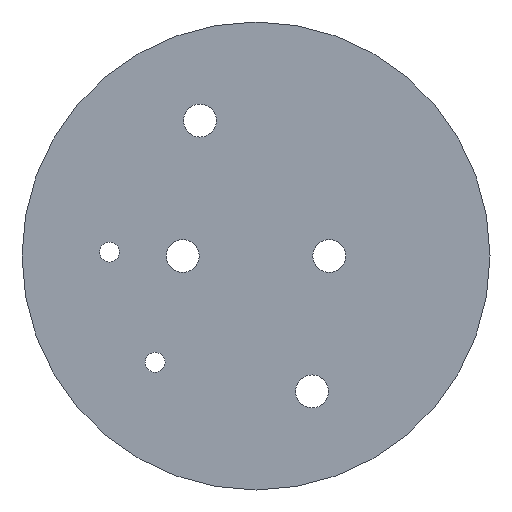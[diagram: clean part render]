
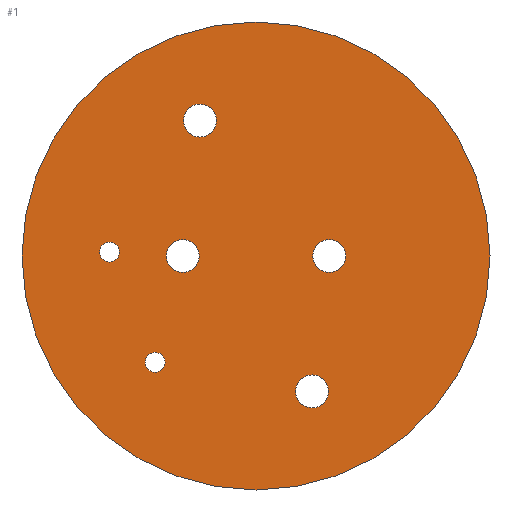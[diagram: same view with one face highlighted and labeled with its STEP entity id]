
A CAD part, front view. The second image highlights one B-rep face of the part: STEP entity #1.
In plain terms, the highlighted planar face has unit normal (0, -1, 0).
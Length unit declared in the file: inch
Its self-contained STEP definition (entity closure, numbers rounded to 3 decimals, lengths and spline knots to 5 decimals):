
#1 = ADVANCED_FACE ( 'NONE', ( #249, #337, #101, #236, #190, #17, #431 ), #435, .F. ) ;
#6 = VERTEX_POINT ( 'NONE', #198 ) ;
#12 = VERTEX_POINT ( 'NONE', #72 ) ;
#14 = VERTEX_POINT ( 'NONE', #254 ) ;
#17 = FACE_BOUND ( 'NONE', #269, .T. ) ;
#21 = ORIENTED_EDGE ( 'NONE', *, *, #461, .T. ) ;
#23 = EDGE_CURVE ( 'NONE', #433, #6, #401, .T. ) ;
#25 = CIRCLE ( 'NONE', #505, 0.08475 ) ;
#30 = EDGE_CURVE ( 'NONE', #273, #286, #239, .T. ) ;
#32 = AXIS2_PLACEMENT_3D ( 'NONE', #449, #397, #263 ) ;
#35 = CARTESIAN_POINT ( 'NONE',  ( 0., 0., -1.995 ) ) ;
#38 = ORIENTED_EDGE ( 'NONE', *, *, #30, .T. ) ;
#39 = DIRECTION ( 'NONE',  ( 0., 0., 1. ) ) ;
#51 = DIRECTION ( 'NONE',  ( 0., 0., 1. ) ) ;
#54 = EDGE_LOOP ( 'NONE', ( #356, #188 ) ) ;
#56 = CIRCLE ( 'NONE', #471, 0.1405 ) ;
#59 = VERTEX_POINT ( 'NONE', #204 ) ;
#60 = EDGE_CURVE ( 'NONE', #63, #12, #487, .T. ) ;
#63 = VERTEX_POINT ( 'NONE', #393 ) ;
#69 = EDGE_CURVE ( 'NONE', #6, #433, #25, .T. ) ;
#71 = DIRECTION ( 'NONE',  ( 0., 0., 1. ) ) ;
#72 = CARTESIAN_POINT ( 'NONE',  ( 0.625, 0., -0.1405 ) ) ;
#78 = AXIS2_PLACEMENT_3D ( 'NONE', #164, #490, #304 ) ;
#80 = CARTESIAN_POINT ( 'NONE',  ( -0.625, 0., 0. ) ) ;
#83 = DIRECTION ( 'NONE',  ( 0., 1., 0. ) ) ;
#85 = VERTEX_POINT ( 'NONE', #287 ) ;
#87 = CARTESIAN_POINT ( 'NONE',  ( -0.47835, 0., 1.29535 ) ) ;
#88 = VERTEX_POINT ( 'NONE', #35 ) ;
#91 = VERTEX_POINT ( 'NONE', #305 ) ;
#101 = FACE_OUTER_BOUND ( 'NONE', #54, .T. ) ;
#102 = DIRECTION ( 'NONE',  ( 0., 0., 1. ) ) ;
#105 = CIRCLE ( 'NONE', #78, 0.1405 ) ;
#106 = ORIENTED_EDGE ( 'NONE', *, *, #253, .T. ) ;
#111 = EDGE_LOOP ( 'NONE', ( #513, #384 ) ) ;
#115 = DIRECTION ( 'NONE',  ( 0., 1., 0. ) ) ;
#117 = CIRCLE ( 'NONE', #192, 0.08475 ) ;
#139 = VERTEX_POINT ( 'NONE', #350 ) ;
#148 = ORIENTED_EDGE ( 'NONE', *, *, #69, .T. ) ;
#163 = AXIS2_PLACEMENT_3D ( 'NONE', #274, #83, #39 ) ;
#164 = CARTESIAN_POINT ( 'NONE',  ( 0.47835, 0., -1.15485 ) ) ;
#166 = EDGE_CURVE ( 'NONE', #88, #59, #335, .T. ) ;
#170 = CARTESIAN_POINT ( 'NONE',  ( -0.625, 0., 0. ) ) ;
#173 = DIRECTION ( 'NONE',  ( 0., 1., 0. ) ) ;
#176 = CARTESIAN_POINT ( 'NONE',  ( -0.86044, 0., -0.90672 ) ) ;
#177 = ORIENTED_EDGE ( 'NONE', *, *, #374, .T. ) ;
#179 = DIRECTION ( 'NONE',  ( 0., 1., 0. ) ) ;
#185 = EDGE_CURVE ( 'NONE', #14, #91, #105, .T. ) ;
#188 = ORIENTED_EDGE ( 'NONE', *, *, #400, .F. ) ;
#190 = FACE_BOUND ( 'NONE', #283, .T. ) ;
#192 = AXIS2_PLACEMENT_3D ( 'NONE', #176, #407, #456 ) ;
#195 = DIRECTION ( 'NONE',  ( 0., 1., 0. ) ) ;
#198 = CARTESIAN_POINT ( 'NONE',  ( -1.24957, 0., -0.05203 ) ) ;
#200 = AXIS2_PLACEMENT_3D ( 'NONE', #80, #215, #584 ) ;
#202 = VERTEX_POINT ( 'NONE', #448 ) ;
#204 = CARTESIAN_POINT ( 'NONE',  ( 0., 0., 1.995 ) ) ;
#206 = CARTESIAN_POINT ( 'NONE',  ( -0.47835, 0., 1.15485 ) ) ;
#215 = DIRECTION ( 'NONE',  ( 0., 1., 0. ) ) ;
#216 = EDGE_LOOP ( 'NONE', ( #516, #21 ) ) ;
#218 = CARTESIAN_POINT ( 'NONE',  ( -0.86044, 0., -0.90672 ) ) ;
#226 = CIRCLE ( 'NONE', #200, 0.1405 ) ;
#229 = CARTESIAN_POINT ( 'NONE',  ( -0.47835, 0., 1.01435 ) ) ;
#233 = DIRECTION ( 'NONE',  ( 0., 0., 1. ) ) ;
#236 = FACE_BOUND ( 'NONE', #520, .T. ) ;
#239 = CIRCLE ( 'NONE', #517, 0.1405 ) ;
#246 = CARTESIAN_POINT ( 'NONE',  ( -1.24957, 0., 0.03272 ) ) ;
#249 = FACE_BOUND ( 'NONE', #216, .T. ) ;
#253 = EDGE_CURVE ( 'NONE', #202, #85, #226, .T. ) ;
#254 = CARTESIAN_POINT ( 'NONE',  ( 0.47835, 0., -1.29535 ) ) ;
#258 = EDGE_CURVE ( 'NONE', #85, #202, #532, .T. ) ;
#263 = DIRECTION ( 'NONE',  ( 0., 0., 1. ) ) ;
#269 = EDGE_LOOP ( 'NONE', ( #106, #553 ) ) ;
#272 = CIRCLE ( 'NONE', #163, 0.1405 ) ;
#273 = VERTEX_POINT ( 'NONE', #87 ) ;
#274 = CARTESIAN_POINT ( 'NONE',  ( 0.625, 0., 0. ) ) ;
#279 = AXIS2_PLACEMENT_3D ( 'NONE', #170, #173, #233 ) ;
#282 = CARTESIAN_POINT ( 'NONE',  ( -1.24957, 0., 0.11747 ) ) ;
#283 = EDGE_LOOP ( 'NONE', ( #177, #38 ) ) ;
#286 = VERTEX_POINT ( 'NONE', #229 ) ;
#287 = CARTESIAN_POINT ( 'NONE',  ( -0.625, 0., 0.1405 ) ) ;
#292 = AXIS2_PLACEMENT_3D ( 'NONE', #366, #379, #389 ) ;
#299 = EDGE_CURVE ( 'NONE', #91, #14, #519, .T. ) ;
#304 = DIRECTION ( 'NONE',  ( 0., 0., 1. ) ) ;
#305 = CARTESIAN_POINT ( 'NONE',  ( 0.47835, 0., -1.01435 ) ) ;
#324 = DIRECTION ( 'NONE',  ( 0., 0., 1. ) ) ;
#335 = CIRCLE ( 'NONE', #32, 1.995 ) ;
#337 = FACE_BOUND ( 'NONE', #376, .T. ) ;
#344 = DIRECTION ( 'NONE',  ( 0., 1., 0. ) ) ;
#346 = DIRECTION ( 'NONE',  ( 0., 0., 1. ) ) ;
#350 = CARTESIAN_POINT ( 'NONE',  ( -0.86044, 0., -0.82197 ) ) ;
#355 = VERTEX_POINT ( 'NONE', #430 ) ;
#356 = ORIENTED_EDGE ( 'NONE', *, *, #166, .F. ) ;
#359 = CARTESIAN_POINT ( 'NONE',  ( 0., 0., 0. ) ) ;
#366 = CARTESIAN_POINT ( 'NONE',  ( 0.47835, 0., -1.15485 ) ) ;
#374 = EDGE_CURVE ( 'NONE', #286, #273, #56, .T. ) ;
#376 = EDGE_LOOP ( 'NONE', ( #406, #148 ) ) ;
#379 = DIRECTION ( 'NONE',  ( 0., 1., 0. ) ) ;
#380 = DIRECTION ( 'NONE',  ( 0., 0., 1. ) ) ;
#384 = ORIENTED_EDGE ( 'NONE', *, *, #60, .T. ) ;
#385 = DIRECTION ( 'NONE',  ( 0., 1., 0. ) ) ;
#389 = DIRECTION ( 'NONE',  ( 0., 0., 1. ) ) ;
#393 = CARTESIAN_POINT ( 'NONE',  ( 0.625, 0., 0.1405 ) ) ;
#397 = DIRECTION ( 'NONE',  ( 0., 1., 0. ) ) ;
#400 = EDGE_CURVE ( 'NONE', #59, #88, #414, .T. ) ;
#401 = CIRCLE ( 'NONE', #421, 0.08475 ) ;
#405 = AXIS2_PLACEMENT_3D ( 'NONE', #359, #179, #324 ) ;
#406 = ORIENTED_EDGE ( 'NONE', *, *, #23, .T. ) ;
#407 = DIRECTION ( 'NONE',  ( 0., 1., 0. ) ) ;
#410 = DIRECTION ( 'NONE',  ( 0., 1., 0. ) ) ;
#414 = CIRCLE ( 'NONE', #405, 1.995 ) ;
#420 = ORIENTED_EDGE ( 'NONE', *, *, #299, .T. ) ;
#421 = AXIS2_PLACEMENT_3D ( 'NONE', #246, #477, #432 ) ;
#430 = CARTESIAN_POINT ( 'NONE',  ( -0.86044, 0., -0.99147 ) ) ;
#431 = FACE_BOUND ( 'NONE', #111, .T. ) ;
#432 = DIRECTION ( 'NONE',  ( 0., 0., 1. ) ) ;
#433 = VERTEX_POINT ( 'NONE', #282 ) ;
#435 = PLANE ( 'NONE',  #583 ) ;
#442 = DIRECTION ( 'NONE',  ( 0., 0., 1. ) ) ;
#448 = CARTESIAN_POINT ( 'NONE',  ( -0.625, 0., -0.1405 ) ) ;
#449 = CARTESIAN_POINT ( 'NONE',  ( 0., 0., 0. ) ) ;
#456 = DIRECTION ( 'NONE',  ( 0., 0., 1. ) ) ;
#461 = EDGE_CURVE ( 'NONE', #355, #139, #117, .T. ) ;
#467 = AXIS2_PLACEMENT_3D ( 'NONE', #512, #385, #102 ) ;
#469 = EDGE_CURVE ( 'NONE', #12, #63, #272, .T. ) ;
#471 = AXIS2_PLACEMENT_3D ( 'NONE', #206, #574, #346 ) ;
#473 = CARTESIAN_POINT ( 'NONE',  ( -0.47835, 0., 1.15485 ) ) ;
#475 = ORIENTED_EDGE ( 'NONE', *, *, #185, .T. ) ;
#477 = DIRECTION ( 'NONE',  ( 0., 1., 0. ) ) ;
#486 = EDGE_CURVE ( 'NONE', #139, #355, #497, .T. ) ;
#487 = CIRCLE ( 'NONE', #467, 0.1405 ) ;
#489 = AXIS2_PLACEMENT_3D ( 'NONE', #218, #410, #51 ) ;
#490 = DIRECTION ( 'NONE',  ( 0., 1., 0. ) ) ;
#497 = CIRCLE ( 'NONE', #489, 0.08475 ) ;
#505 = AXIS2_PLACEMENT_3D ( 'NONE', #573, #344, #71 ) ;
#512 = CARTESIAN_POINT ( 'NONE',  ( 0.625, 0., 0. ) ) ;
#513 = ORIENTED_EDGE ( 'NONE', *, *, #469, .T. ) ;
#516 = ORIENTED_EDGE ( 'NONE', *, *, #486, .T. ) ;
#517 = AXIS2_PLACEMENT_3D ( 'NONE', #473, #115, #442 ) ;
#519 = CIRCLE ( 'NONE', #292, 0.1405 ) ;
#520 = EDGE_LOOP ( 'NONE', ( #475, #420 ) ) ;
#532 = CIRCLE ( 'NONE', #279, 0.1405 ) ;
#553 = ORIENTED_EDGE ( 'NONE', *, *, #258, .T. ) ;
#570 = CARTESIAN_POINT ( 'NONE',  ( 0., 0., 0. ) ) ;
#573 = CARTESIAN_POINT ( 'NONE',  ( -1.24957, 0., 0.03272 ) ) ;
#574 = DIRECTION ( 'NONE',  ( 0., 1., 0. ) ) ;
#583 = AXIS2_PLACEMENT_3D ( 'NONE', #570, #195, #380 ) ;
#584 = DIRECTION ( 'NONE',  ( 0., 0., 1. ) ) ;
